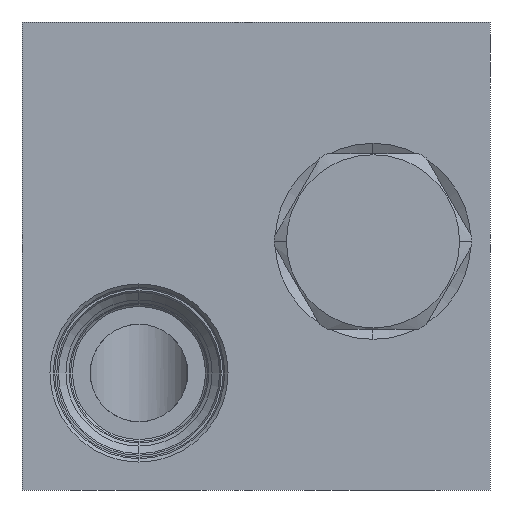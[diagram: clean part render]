
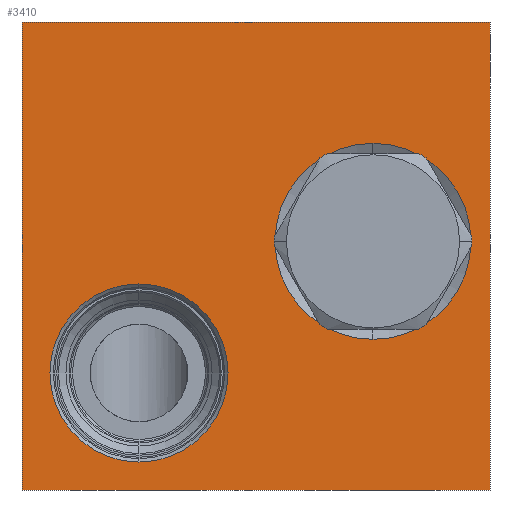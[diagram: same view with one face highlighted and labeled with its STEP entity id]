
A CAD part, left-side view. The second image highlights one B-rep face of the part: STEP entity #3410.
In plain terms, the highlighted planar face has unit normal (-1, 0, 0).
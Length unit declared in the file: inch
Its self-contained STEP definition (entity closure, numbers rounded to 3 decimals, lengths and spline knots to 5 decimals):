
#1=DIRECTION('',(0.,-1.,0.));
#2=VECTOR('',#1,3.);
#3=CARTESIAN_POINT('',(0.,0.,0.));
#4=LINE('',#3,#2);
#37=DIRECTION('',(0.,0.,1.));
#38=VECTOR('',#37,3.);
#39=CARTESIAN_POINT('',(0.,0.,0.));
#40=LINE('',#39,#38);
#41=CARTESIAN_POINT('',(0.,-2.25,1.594));
#42=DIRECTION('',(1.,0.,0.));
#43=DIRECTION('',(0.,0.,-1.));
#44=AXIS2_PLACEMENT_3D('',#41,#42,#43);
#46=CARTESIAN_POINT('',(0.,-2.25,1.594));
#47=DIRECTION('',(1.,0.,0.));
#48=DIRECTION('',(0.,0.,1.));
#49=AXIS2_PLACEMENT_3D('',#46,#47,#48);
#51=CARTESIAN_POINT('',(0.,-0.75,0.75));
#52=DIRECTION('',(1.,0.,0.));
#53=DIRECTION('',(0.,0.,-1.));
#54=AXIS2_PLACEMENT_3D('',#51,#52,#53);
#56=CARTESIAN_POINT('',(0.,-0.75,0.75));
#57=DIRECTION('',(1.,0.,0.));
#58=DIRECTION('',(0.,0.,1.));
#59=AXIS2_PLACEMENT_3D('',#56,#57,#58);
#109=DIRECTION('',(0.,0.,1.));
#110=VECTOR('',#109,3.);
#111=CARTESIAN_POINT('',(0.,-3.,0.));
#112=LINE('',#111,#110);
#133=DIRECTION('',(0.,-1.,0.));
#134=VECTOR('',#133,3.);
#135=CARTESIAN_POINT('',(0.,0.,3.));
#136=LINE('',#135,#134);
#2968=CARTESIAN_POINT('',(0.,0.,0.));
#2969=CARTESIAN_POINT('',(0.,-3.,0.));
#2970=VERTEX_POINT('',#2968);
#2971=VERTEX_POINT('',#2969);
#2976=CARTESIAN_POINT('',(0.,0.,3.));
#2977=CARTESIAN_POINT('',(0.,-3.,3.));
#2978=VERTEX_POINT('',#2976);
#2979=VERTEX_POINT('',#2977);
#3270=CARTESIAN_POINT('',(0.,-2.25,0.96571));
#3271=CARTESIAN_POINT('',(0.,-2.25,2.22229));
#3272=VERTEX_POINT('',#3270);
#3273=VERTEX_POINT('',#3271);
#3338=CARTESIAN_POINT('',(0.,-0.75,0.179));
#3339=CARTESIAN_POINT('',(0.,-0.75,1.321));
#3340=VERTEX_POINT('',#3338);
#3341=VERTEX_POINT('',#3339);
#3384=CARTESIAN_POINT('',(0.,0.,0.));
#3385=DIRECTION('',(-1.,0.,0.));
#3386=DIRECTION('',(0.,-1.,0.));
#3387=AXIS2_PLACEMENT_3D('',#3384,#3385,#3386);
#3388=PLANE('',#3387);
#3389=ORIENTED_EDGE('',*,*,#3361,.F.);
#3391=ORIENTED_EDGE('',*,*,#3390,.T.);
#3393=ORIENTED_EDGE('',*,*,#3392,.T.);
#3395=ORIENTED_EDGE('',*,*,#3394,.F.);
#3396=EDGE_LOOP('',(#3389,#3391,#3393,#3395));
#3397=FACE_OUTER_BOUND('',#3396,.F.);
#3399=ORIENTED_EDGE('',*,*,#3398,.F.);
#3401=ORIENTED_EDGE('',*,*,#3400,.F.);
#3402=EDGE_LOOP('',(#3399,#3401));
#3403=FACE_BOUND('',#3402,.F.);
#3405=ORIENTED_EDGE('',*,*,#3404,.F.);
#3407=ORIENTED_EDGE('',*,*,#3406,.F.);
#3408=EDGE_LOOP('',(#3405,#3407));
#3409=FACE_BOUND('',#3408,.F.);
#3410=ADVANCED_FACE('',(#3397,#3403,#3409),#3388,.T.);
#45=CIRCLE('',#44,0.62829);
#50=CIRCLE('',#49,0.62829);
#55=CIRCLE('',#54,0.571);
#60=CIRCLE('',#59,0.571);
#3361=EDGE_CURVE('',#2970,#2971,#4,.T.);
#3390=EDGE_CURVE('',#2970,#2978,#40,.T.);
#3392=EDGE_CURVE('',#2978,#2979,#136,.T.);
#3394=EDGE_CURVE('',#2971,#2979,#112,.T.);
#3398=EDGE_CURVE('',#3272,#3273,#45,.T.);
#3400=EDGE_CURVE('',#3273,#3272,#50,.T.);
#3404=EDGE_CURVE('',#3340,#3341,#55,.T.);
#3406=EDGE_CURVE('',#3341,#3340,#60,.T.);
